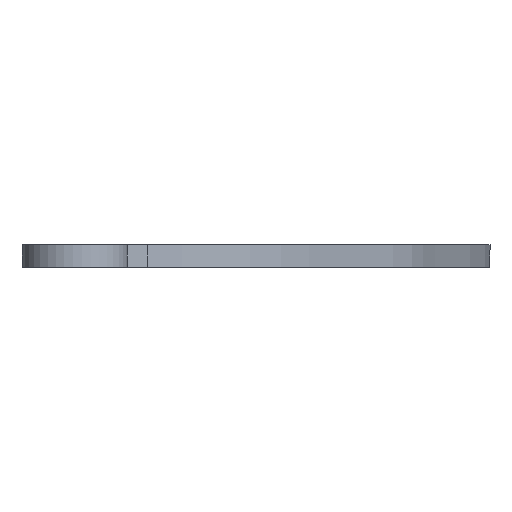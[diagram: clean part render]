
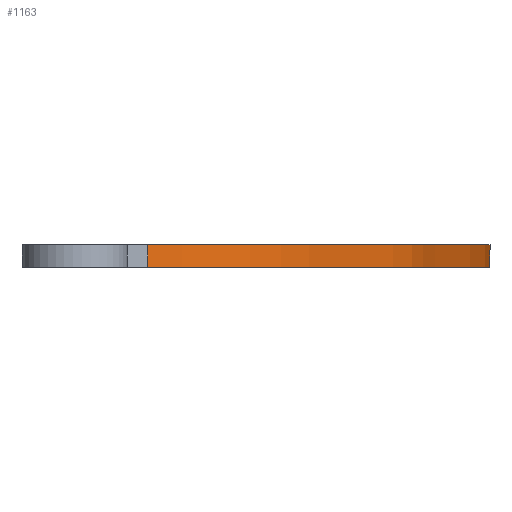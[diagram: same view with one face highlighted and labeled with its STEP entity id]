
A CAD part, left-side view. The second image highlights one B-rep face of the part: STEP entity #1163.
In plain terms, the highlighted free-form (B-spline) face has degree [3, 1] with [17, 2] control points.
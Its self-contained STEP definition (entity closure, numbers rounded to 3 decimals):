
#110=B_SPLINE_SURFACE_WITH_KNOTS('',3,1,((#2879,#2880),(#2881,#2882),(#2883,
#2884),(#2885,#2886),(#2887,#2888),(#2889,#2890),(#2891,#2892),(#2893,#2894),
(#2895,#2896),(#2897,#2898),(#2899,#2900),(#2901,#2902),(#2903,#2904),(#2905,
#2906),(#2907,#2908),(#2909,#2910),(#2911,#2912)),.UNSPECIFIED.,.F.,.F.,
 .F.,(4,1,1,1,1,1,1,1,1,1,1,1,1,1,4),(2,2),(0.,0.098,0.199,
0.3,0.402,0.837,1.272,1.707,
2.143,2.578,3.013,3.883,4.707,
5.119,5.489),(0.,0.756),.UNSPECIFIED.);
#165=FACE_OUTER_BOUND('',#238,.T.);
#238=EDGE_LOOP('',(#1064,#1065,#1066,#1067));
#258=B_SPLINE_CURVE_WITH_KNOTS('',3,(#1577,#1578,#1579,#1580,#1581,#1582,
#1583,#1584,#1585,#1586,#1587,#1588,#1589,#1590,#1591),.UNSPECIFIED.,.F.,
 .F.,(4,1,1,1,1,1,1,1,1,1,1,1,4),(0.232,0.3,0.402,
0.837,1.272,1.707,2.143,2.578,
3.013,3.883,4.707,5.119,5.489),
 .UNSPECIFIED.);
#292=B_SPLINE_CURVE_WITH_KNOTS('',3,(#2006,#2007,#2008,#2009,#2010,#2011,
#2012,#2013,#2014,#2015,#2016,#2017,#2018,#2019,#2020),.UNSPECIFIED.,.F.,
 .F.,(4,1,1,1,1,1,1,1,1,1,1,1,4),(0.232,0.3,0.402,
0.837,1.272,1.707,2.143,2.578,
3.013,3.883,4.707,5.119,5.489),
 .UNSPECIFIED.);
#316=B_SPLINE_CURVE_WITH_KNOTS('',3,(#2480,#2481,#2482,#2483,#2484,#2485),
 .UNSPECIFIED.,.F.,.F.,(4,2,4),(-0.63,-0.315,0.),
 .UNSPECIFIED.);
#382=LINE('',#2878,#444);
#444=VECTOR('',#1363,10.);
#478=VERTEX_POINT('',#1574);
#479=VERTEX_POINT('',#1576);
#541=VERTEX_POINT('',#2003);
#542=VERTEX_POINT('',#2005);
#599=EDGE_CURVE('',#478,#479,#258,.T.);
#667=EDGE_CURVE('',#542,#541,#292,.T.);
#710=EDGE_CURVE('',#478,#542,#316,.T.);
#738=EDGE_CURVE('',#541,#479,#382,.T.);
#1064=ORIENTED_EDGE('',*,*,#710,.T.);
#1065=ORIENTED_EDGE('',*,*,#667,.T.);
#1066=ORIENTED_EDGE('',*,*,#738,.T.);
#1067=ORIENTED_EDGE('',*,*,#599,.F.);
#1163=ADVANCED_FACE('',(#165),#110,.T.);
#1363=DIRECTION('',(0.,0.,1.));
#1574=CARTESIAN_POINT('',(62.765,97.858,6.3));
#1576=CARTESIAN_POINT('',(313.038,23.172,6.3));
#1577=CARTESIAN_POINT('Ctrl Pts',(62.765,97.858,6.3));
#1578=CARTESIAN_POINT('Ctrl Pts',(63.628,96.947,6.3));
#1579=CARTESIAN_POINT('Ctrl Pts',(65.395,94.135,6.3));
#1580=CARTESIAN_POINT('Ctrl Pts',(72.526,85.866,6.3));
#1581=CARTESIAN_POINT('Ctrl Pts',(79.533,68.634,6.3));
#1582=CARTESIAN_POINT('Ctrl Pts',(96.425,51.622,6.3));
#1583=CARTESIAN_POINT('Ctrl Pts',(115.792,37.297,6.3));
#1584=CARTESIAN_POINT('Ctrl Pts',(133.867,21.136,6.3));
#1585=CARTESIAN_POINT('Ctrl Pts',(157.863,15.493,6.3));
#1586=CARTESIAN_POINT('Ctrl Pts',(187.217,3.371,6.3));
#1587=CARTESIAN_POINT('Ctrl Pts',(227.178,-3.244,6.3));
#1588=CARTESIAN_POINT('Ctrl Pts',(264.059,10.018,6.3));
#1589=CARTESIAN_POINT('Ctrl Pts',(291.959,18.841,6.3));
#1590=CARTESIAN_POINT('Ctrl Pts',(307.092,20.443,6.3));
#1591=CARTESIAN_POINT('Ctrl Pts',(313.038,23.172,6.3));
#2003=CARTESIAN_POINT('',(313.038,23.172,0.));
#2005=CARTESIAN_POINT('',(62.765,97.858,0.));
#2006=CARTESIAN_POINT('Ctrl Pts',(62.765,97.858,0.));
#2007=CARTESIAN_POINT('Ctrl Pts',(63.628,96.947,0.));
#2008=CARTESIAN_POINT('Ctrl Pts',(65.395,94.135,0.));
#2009=CARTESIAN_POINT('Ctrl Pts',(72.526,85.866,0.));
#2010=CARTESIAN_POINT('Ctrl Pts',(79.533,68.634,0.));
#2011=CARTESIAN_POINT('Ctrl Pts',(96.425,51.622,0.));
#2012=CARTESIAN_POINT('Ctrl Pts',(115.792,37.297,0.));
#2013=CARTESIAN_POINT('Ctrl Pts',(133.867,21.136,0.));
#2014=CARTESIAN_POINT('Ctrl Pts',(157.863,15.493,0.));
#2015=CARTESIAN_POINT('Ctrl Pts',(187.217,3.371,0.));
#2016=CARTESIAN_POINT('Ctrl Pts',(227.178,-3.244,0.));
#2017=CARTESIAN_POINT('Ctrl Pts',(264.059,10.018,0.));
#2018=CARTESIAN_POINT('Ctrl Pts',(291.959,18.841,0.));
#2019=CARTESIAN_POINT('Ctrl Pts',(307.092,20.443,0.));
#2020=CARTESIAN_POINT('Ctrl Pts',(313.038,23.172,0.));
#2480=CARTESIAN_POINT('Ctrl Pts',(62.765,97.858,6.3));
#2481=CARTESIAN_POINT('Ctrl Pts',(62.765,97.858,5.25));
#2482=CARTESIAN_POINT('Ctrl Pts',(62.765,97.858,4.2));
#2483=CARTESIAN_POINT('Ctrl Pts',(62.765,97.858,2.1));
#2484=CARTESIAN_POINT('Ctrl Pts',(62.765,97.858,1.05));
#2485=CARTESIAN_POINT('Ctrl Pts',(62.765,97.858,0.));
#2878=CARTESIAN_POINT('',(313.038,23.172,0.));
#2879=CARTESIAN_POINT('Ctrl Pts',(51.146,97.24,0.));
#2880=CARTESIAN_POINT('Ctrl Pts',(51.146,97.24,7.56));
#2881=CARTESIAN_POINT('Ctrl Pts',(52.809,98.043,0.));
#2882=CARTESIAN_POINT('Ctrl Pts',(52.809,98.043,7.56));
#2883=CARTESIAN_POINT('Ctrl Pts',(55.848,100.128,0.));
#2884=CARTESIAN_POINT('Ctrl Pts',(55.848,100.128,7.56));
#2885=CARTESIAN_POINT('Ctrl Pts',(61.937,99.768,0.));
#2886=CARTESIAN_POINT('Ctrl Pts',(61.937,99.768,7.56));
#2887=CARTESIAN_POINT('Ctrl Pts',(65.013,94.578,0.));
#2888=CARTESIAN_POINT('Ctrl Pts',(65.013,94.578,7.56));
#2889=CARTESIAN_POINT('Ctrl Pts',(72.526,85.866,0.));
#2890=CARTESIAN_POINT('Ctrl Pts',(72.526,85.866,7.56));
#2891=CARTESIAN_POINT('Ctrl Pts',(79.533,68.634,0.));
#2892=CARTESIAN_POINT('Ctrl Pts',(79.533,68.634,7.56));
#2893=CARTESIAN_POINT('Ctrl Pts',(96.425,51.622,0.));
#2894=CARTESIAN_POINT('Ctrl Pts',(96.425,51.622,7.56));
#2895=CARTESIAN_POINT('Ctrl Pts',(115.792,37.297,0.));
#2896=CARTESIAN_POINT('Ctrl Pts',(115.792,37.297,7.56));
#2897=CARTESIAN_POINT('Ctrl Pts',(133.867,21.136,0.));
#2898=CARTESIAN_POINT('Ctrl Pts',(133.867,21.136,7.56));
#2899=CARTESIAN_POINT('Ctrl Pts',(157.863,15.493,0.));
#2900=CARTESIAN_POINT('Ctrl Pts',(157.863,15.493,7.56));
#2901=CARTESIAN_POINT('Ctrl Pts',(187.217,3.371,0.));
#2902=CARTESIAN_POINT('Ctrl Pts',(187.217,3.371,7.56));
#2903=CARTESIAN_POINT('Ctrl Pts',(227.178,-3.244,0.));
#2904=CARTESIAN_POINT('Ctrl Pts',(227.178,-3.244,7.56));
#2905=CARTESIAN_POINT('Ctrl Pts',(264.059,10.018,0.));
#2906=CARTESIAN_POINT('Ctrl Pts',(264.059,10.018,7.56));
#2907=CARTESIAN_POINT('Ctrl Pts',(291.959,18.841,0.));
#2908=CARTESIAN_POINT('Ctrl Pts',(291.959,18.841,7.56));
#2909=CARTESIAN_POINT('Ctrl Pts',(307.092,20.443,0.));
#2910=CARTESIAN_POINT('Ctrl Pts',(307.092,20.443,7.56));
#2911=CARTESIAN_POINT('Ctrl Pts',(313.038,23.172,0.));
#2912=CARTESIAN_POINT('Ctrl Pts',(313.038,23.172,7.56));
